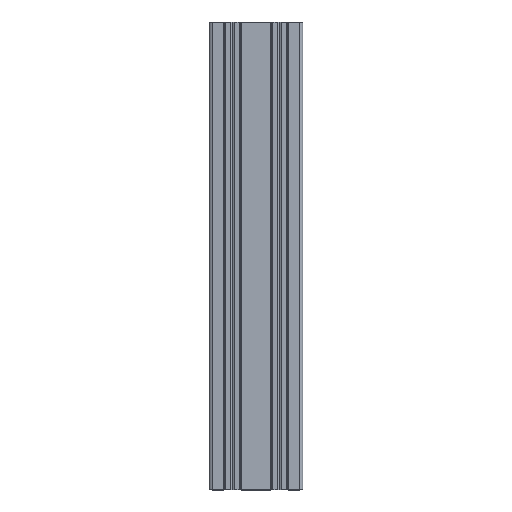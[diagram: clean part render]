
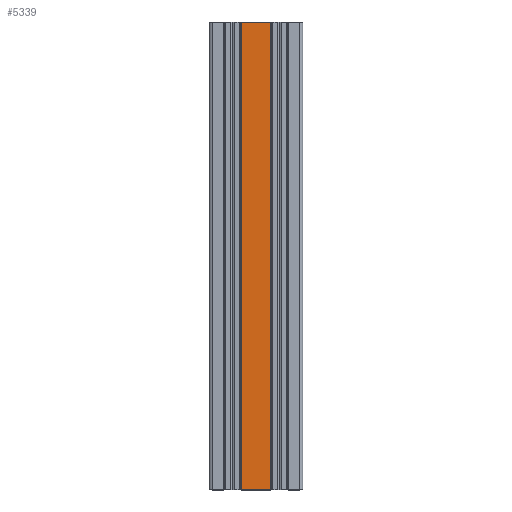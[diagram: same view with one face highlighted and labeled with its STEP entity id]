
A CAD part, top view. The second image highlights one B-rep face of the part: STEP entity #5339.
In plain terms, the highlighted planar face has unit normal (0, 0, 1).
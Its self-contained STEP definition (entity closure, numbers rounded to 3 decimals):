
#607=FACE_OUTER_BOUND('',#877,.T.);
#877=EDGE_LOOP('',(#4195,#4196,#4197,#4198));
#1363=LINE('',#8751,#1911);
#1364=LINE('',#8755,#1912);
#1365=LINE('',#8757,#1913);
#1366=LINE('',#8758,#1914);
#1911=VECTOR('',#7139,200.);
#1912=VECTOR('',#7144,12.6);
#1913=VECTOR('',#7145,200.);
#1914=VECTOR('',#7146,12.6);
#2451=VERTEX_POINT('',#8748);
#2452=VERTEX_POINT('',#8750);
#2453=VERTEX_POINT('',#8754);
#2454=VERTEX_POINT('',#8756);
#3188=EDGE_CURVE('',#2451,#2452,#1363,.T.);
#3190=EDGE_CURVE('',#2451,#2453,#1364,.T.);
#3191=EDGE_CURVE('',#2453,#2454,#1365,.T.);
#3192=EDGE_CURVE('',#2452,#2454,#1366,.T.);
#4195=ORIENTED_EDGE('',*,*,#3190,.T.);
#4196=ORIENTED_EDGE('',*,*,#3191,.T.);
#4197=ORIENTED_EDGE('',*,*,#3192,.F.);
#4198=ORIENTED_EDGE('',*,*,#3188,.F.);
#5100=PLANE('',#5805);
#5339=ADVANCED_FACE('',(#607),#5100,.T.);
#5805=AXIS2_PLACEMENT_3D('',#8753,#7142,#7143);
#7139=DIRECTION('',(0.,-1.,0.));
#7142=DIRECTION('center_axis',(0.,0.,1.));
#7143=DIRECTION('ref_axis',(1.,0.,0.));
#7144=DIRECTION('',(-1.,0.,0.));
#7145=DIRECTION('',(0.,-1.,0.));
#7146=DIRECTION('',(-1.,0.,0.));
#8748=CARTESIAN_POINT('',(6.3,200.,10.));
#8750=CARTESIAN_POINT('',(6.3,0.,10.));
#8751=CARTESIAN_POINT('',(6.3,0.,10.));
#8753=CARTESIAN_POINT('Origin',(-6.3,0.,10.));
#8754=CARTESIAN_POINT('',(-6.3,200.,10.));
#8755=CARTESIAN_POINT('',(-3.15,200.,10.));
#8756=CARTESIAN_POINT('',(-6.3,0.,10.));
#8757=CARTESIAN_POINT('',(-6.3,0.,10.));
#8758=CARTESIAN_POINT('',(-3.15,0.,10.));
